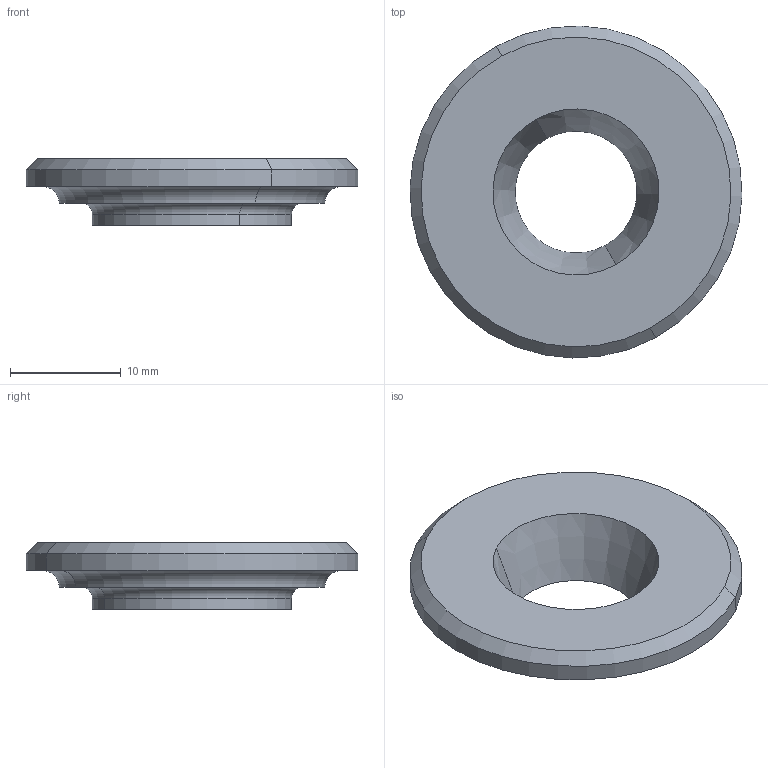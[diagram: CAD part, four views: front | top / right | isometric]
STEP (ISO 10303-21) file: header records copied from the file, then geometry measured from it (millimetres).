
FILE_DESCRIPTION(('CATIA V5 STEP Exchange'),'2;1');
FILE_NAME('coupelle superieur de soupape.stp','2024-01-15T15:42:45+00:00',('none'),('none'),'CATIA Version 5 Release 21 GA (IN-10)','CATIA V5 STEP AP203','none');
FILE_SCHEMA(('CONFIG_CONTROL_DESIGN'));
Length unit declared in the file: millimetre
Products named in the file (1): coupelle superieur
Bounding box: 29.99 x 29.99 x 6 mm (x, y, z)
Volume: 2155.8 mm3; surface area: 1734.2 mm2
Topology: 1 solids, 1 shells, 16 faces, 32 edges, 20 vertices
Faces by surface type: cylinder 4, torus 4, cone 4, plane 4
Entity records: 420 total; most frequent: ORIENTED_EDGE 64, CARTESIAN_POINT 63, DIRECTION 52, AXIS2_PLACEMENT_3D 35, EDGE_CURVE 32, CIRCLE 24, EDGE_LOOP 20, VERTEX_POINT 20
